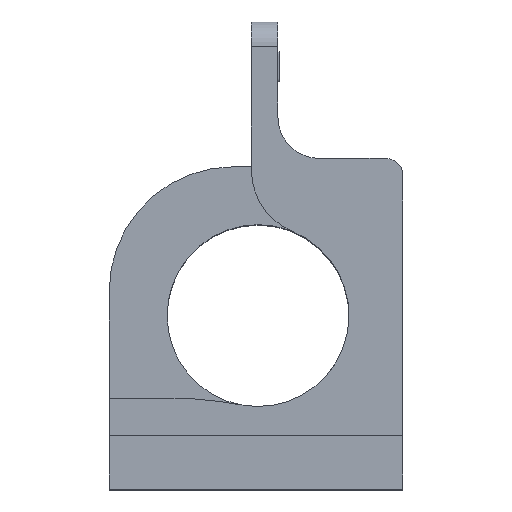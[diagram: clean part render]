
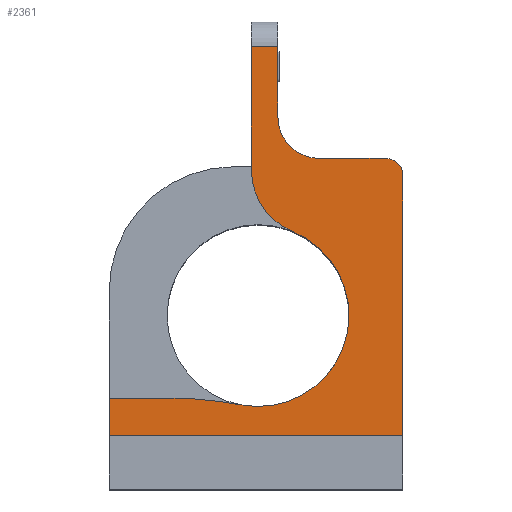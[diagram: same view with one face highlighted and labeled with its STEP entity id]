
A CAD part, top view. The second image highlights one B-rep face of the part: STEP entity #2361.
In plain terms, the highlighted planar face has unit normal (0, 0, 1).
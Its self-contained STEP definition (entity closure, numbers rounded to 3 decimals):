
#69=PLANE('',#2524);
#156=FACE_OUTER_BOUND('',#284,.T.);
#284=EDGE_LOOP('',(#1688,#1689,#1690,#1691,#1692,#1693,#1694,#1695,#1696,
#1697,#1698,#1699,#1700));
#412=LINE('',#3321,#682);
#419=LINE('',#3342,#689);
#436=LINE('',#3472,#706);
#446=LINE('',#3506,#716);
#447=LINE('',#3508,#717);
#448=LINE('',#3510,#718);
#449=LINE('',#3512,#719);
#450=LINE('',#3514,#720);
#682=VECTOR('',#2687,10.);
#689=VECTOR('',#2704,10.);
#706=VECTOR('',#2743,10.);
#716=VECTOR('',#2775,10.);
#717=VECTOR('',#2776,10.);
#718=VECTOR('',#2777,10.);
#719=VECTOR('',#2778,10.);
#720=VECTOR('',#2779,10.);
#950=CIRCLE('',#2495,5.);
#958=CIRCLE('',#2507,8.);
#969=CIRCLE('',#2521,11.);
#970=CIRCLE('',#2523,45.);
#971=CIRCLE('',#2525,2.);
#1016=VERTEX_POINT('',#3311);
#1017=VERTEX_POINT('',#3312);
#1020=VERTEX_POINT('',#3320);
#1029=VERTEX_POINT('',#3340);
#1049=VERTEX_POINT('',#3444);
#1050=VERTEX_POINT('',#3445);
#1061=VERTEX_POINT('',#3471);
#1073=VERTEX_POINT('',#3498);
#1074=VERTEX_POINT('',#3502);
#1075=VERTEX_POINT('',#3507);
#1076=VERTEX_POINT('',#3509);
#1077=VERTEX_POINT('',#3511);
#1078=VERTEX_POINT('',#3513);
#1252=EDGE_CURVE('',#1016,#1017,#950,.T.);
#1256=EDGE_CURVE('',#1017,#1020,#412,.T.);
#1267=EDGE_CURVE('',#1016,#1029,#419,.F.);
#1288=EDGE_CURVE('',#1049,#1050,#958,.T.);
#1301=EDGE_CURVE('',#1061,#1050,#436,.F.);
#1316=EDGE_CURVE('',#1049,#1073,#969,.T.);
#1317=EDGE_CURVE('',#1074,#1073,#970,.T.);
#1319=EDGE_CURVE('',#1061,#1029,#446,.T.);
#1320=EDGE_CURVE('',#1074,#1075,#447,.T.);
#1321=EDGE_CURVE('',#1075,#1076,#448,.F.);
#1322=EDGE_CURVE('',#1077,#1076,#449,.T.);
#1323=EDGE_CURVE('',#1077,#1078,#450,.T.);
#1324=EDGE_CURVE('',#1020,#1078,#971,.T.);
#1688=ORIENTED_EDGE('',*,*,#1267,.T.);
#1689=ORIENTED_EDGE('',*,*,#1319,.F.);
#1690=ORIENTED_EDGE('',*,*,#1301,.T.);
#1691=ORIENTED_EDGE('',*,*,#1288,.F.);
#1692=ORIENTED_EDGE('',*,*,#1316,.T.);
#1693=ORIENTED_EDGE('',*,*,#1317,.F.);
#1694=ORIENTED_EDGE('',*,*,#1320,.T.);
#1695=ORIENTED_EDGE('',*,*,#1321,.T.);
#1696=ORIENTED_EDGE('',*,*,#1322,.F.);
#1697=ORIENTED_EDGE('',*,*,#1323,.T.);
#1698=ORIENTED_EDGE('',*,*,#1324,.F.);
#1699=ORIENTED_EDGE('',*,*,#1256,.F.);
#1700=ORIENTED_EDGE('',*,*,#1252,.F.);
#2361=ADVANCED_FACE('',(#156),#69,.F.);
#2495=AXIS2_PLACEMENT_3D('',#3313,#2679,#2680);
#2507=AXIS2_PLACEMENT_3D('',#3446,#2721,#2722);
#2521=AXIS2_PLACEMENT_3D('',#3500,#2766,#2767);
#2523=AXIS2_PLACEMENT_3D('',#3503,#2770,#2771);
#2524=AXIS2_PLACEMENT_3D('',#3505,#2773,#2774);
#2525=AXIS2_PLACEMENT_3D('',#3515,#2780,#2781);
#2679=DIRECTION('center_axis',(0.,0.,1.));
#2680=DIRECTION('ref_axis',(-0.707,-0.707,0.));
#2687=DIRECTION('',(1.,0.,0.));
#2704=DIRECTION('',(0.,-1.,0.));
#2721=DIRECTION('center_axis',(0.,0.,-1.));
#2722=DIRECTION('ref_axis',(-0.83,-0.557,0.));
#2743=DIRECTION('',(0.,1.,0.));
#2766=DIRECTION('center_axis',(0.,0.,-1.));
#2767=DIRECTION('ref_axis',(0.,1.,0.));
#2770=DIRECTION('center_axis',(0.,0.,-1.));
#2771=DIRECTION('ref_axis',(0.094,0.996,0.));
#2773=DIRECTION('center_axis',(0.,0.,-1.));
#2774=DIRECTION('ref_axis',(0.,1.,0.));
#2775=DIRECTION('',(1.,0.,0.));
#2776=DIRECTION('',(-1.,0.,0.));
#2777=DIRECTION('',(0.,1.,0.));
#2778=DIRECTION('',(-1.,0.,0.));
#2779=DIRECTION('',(0.,1.,0.));
#2780=DIRECTION('center_axis',(0.,0.,-1.));
#2781=DIRECTION('ref_axis',(0.707,0.707,0.));
#3311=CARTESIAN_POINT('',(19.9,39.,10.));
#3312=CARTESIAN_POINT('',(24.9,34.,10.));
#3313=CARTESIAN_POINT('Origin',(24.9,39.,10.));
#3320=CARTESIAN_POINT('',(33.,34.,10.));
#3321=CARTESIAN_POINT('',(31.375,34.,10.));
#3340=CARTESIAN_POINT('',(19.9,47.5,10.));
#3342=CARTESIAN_POINT('',(19.9,38.875,10.));
#3444=CARTESIAN_POINT('',(21.668,25.18,10.));
#3445=CARTESIAN_POINT('',(16.7,32.583,10.));
#3446=CARTESIAN_POINT('Origin',(24.7,32.583,10.));
#3471=CARTESIAN_POINT('',(16.7,47.5,10.));
#3472=CARTESIAN_POINT('',(16.7,38.875,10.));
#3498=CARTESIAN_POINT('',(15.43,4.196,10.));
#3500=CARTESIAN_POINT('Origin',(17.5,15.,10.));
#3502=CARTESIAN_POINT('',(6.964,5.,10.));
#3503=CARTESIAN_POINT('Origin',(6.964,-40.,10.));
#3505=CARTESIAN_POINT('Origin',(17.5,38.25,10.));
#3506=CARTESIAN_POINT('',(17.5,47.5,10.));
#3507=CARTESIAN_POINT('',(-0.5,5.,10.));
#3508=CARTESIAN_POINT('',(13.3,5.,10.));
#3509=CARTESIAN_POINT('',(-0.5,0.5,10.));
#3510=CARTESIAN_POINT('',(-0.5,27.875,10.));
#3511=CARTESIAN_POINT('',(35.,0.5,10.));
#3512=CARTESIAN_POINT('',(17.25,0.5,10.));
#3513=CARTESIAN_POINT('',(35.,32.,10.));
#3514=CARTESIAN_POINT('',(35.,27.875,10.));
#3515=CARTESIAN_POINT('Origin',(33.,32.,10.));
